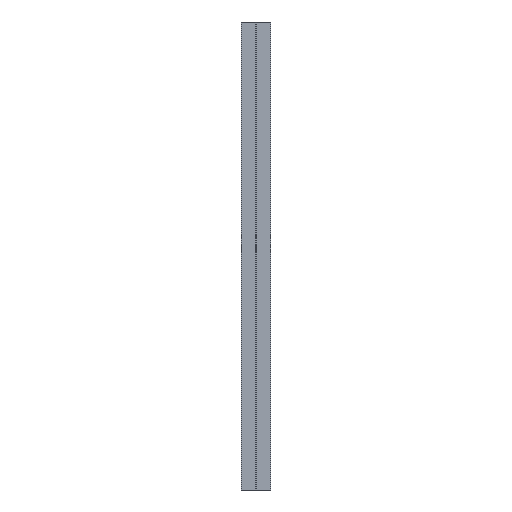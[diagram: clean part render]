
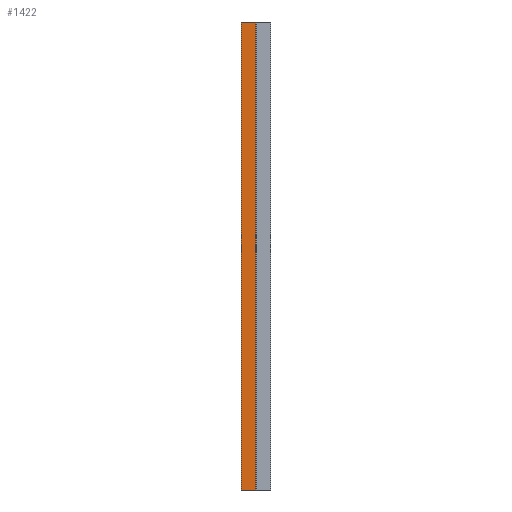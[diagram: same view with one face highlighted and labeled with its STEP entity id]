
A CAD part, front view. The second image highlights one B-rep face of the part: STEP entity #1422.
In plain terms, the highlighted planar face has unit normal (0, -1, 0).
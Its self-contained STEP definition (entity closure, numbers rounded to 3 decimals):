
#61=PLANE('',#1585);
#124=FACE_OUTER_BOUND('',#200,.T.);
#200=EDGE_LOOP('',(#1156,#1157,#1158,#1159));
#370=LINE('',#2287,#519);
#387=LINE('',#2329,#536);
#388=LINE('',#2332,#537);
#389=LINE('',#2333,#538);
#519=VECTOR('',#1857,10.);
#536=VECTOR('',#1902,10.);
#537=VECTOR('',#1905,10.);
#538=VECTOR('',#1906,10.);
#657=VERTEX_POINT('',#2264);
#668=VERTEX_POINT('',#2285);
#679=VERTEX_POINT('',#2327);
#680=VERTEX_POINT('',#2331);
#840=EDGE_CURVE('',#668,#657,#370,.T.);
#861=EDGE_CURVE('',#668,#679,#387,.T.);
#862=EDGE_CURVE('',#680,#679,#388,.T.);
#863=EDGE_CURVE('',#657,#680,#389,.T.);
#1156=ORIENTED_EDGE('',*,*,#861,.T.);
#1157=ORIENTED_EDGE('',*,*,#862,.F.);
#1158=ORIENTED_EDGE('',*,*,#863,.F.);
#1159=ORIENTED_EDGE('',*,*,#840,.F.);
#1422=ADVANCED_FACE('',(#124),#61,.T.);
#1585=AXIS2_PLACEMENT_3D('',#2330,#1903,#1904);
#1857=DIRECTION('',(-1.,0.,0.));
#1902=DIRECTION('',(0.,0.,1.));
#1903=DIRECTION('center_axis',(0.,-1.,0.));
#1904=DIRECTION('ref_axis',(1.,0.,0.));
#1905=DIRECTION('',(1.,0.,0.));
#1906=DIRECTION('',(0.,0.,1.));
#2264=CARTESIAN_POINT('',(-77.,0.,-1200.));
#2285=CARTESIAN_POINT('',(-1.,0.,-1200.));
#2287=CARTESIAN_POINT('',(-77.,0.,-1200.));
#2327=CARTESIAN_POINT('',(-1.,0.,1200.));
#2329=CARTESIAN_POINT('',(-1.,0.,0.));
#2330=CARTESIAN_POINT('Origin',(-77.,0.,0.));
#2331=CARTESIAN_POINT('',(-77.,0.,1200.));
#2332=CARTESIAN_POINT('',(-77.,0.,1200.));
#2333=CARTESIAN_POINT('',(-77.,0.,0.));
